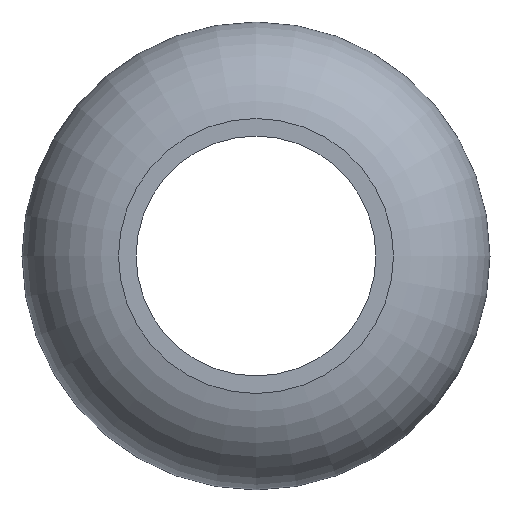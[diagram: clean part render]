
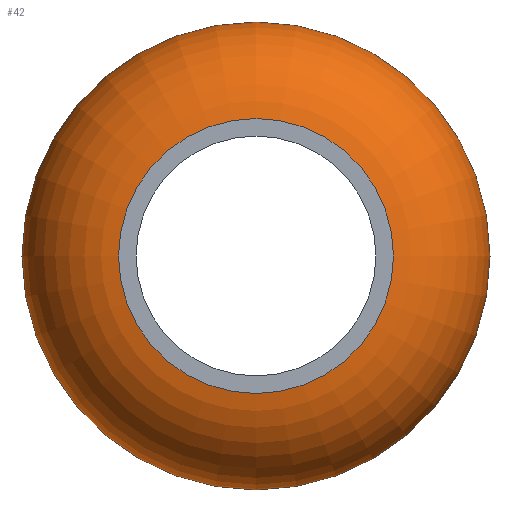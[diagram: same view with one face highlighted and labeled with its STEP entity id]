
A CAD part, left-side view. The second image highlights one B-rep face of the part: STEP entity #42.
In plain terms, the highlighted toroidal (fillet/blend) face has major radius 10.405 mm and minor radius 9.595 mm.
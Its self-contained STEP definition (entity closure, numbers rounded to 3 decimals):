
#42 = ADVANCED_FACE( '', ( #86, #87, #88 ), #89, .T. );
#86 = FACE_BOUND( '', #127, .T. );
#87 = FACE_OUTER_BOUND( '', #128, .T. );
#88 = FACE_OUTER_BOUND( '', #129, .T. );
#89 = TOROIDAL_SURFACE( '', #130, 10.405, 9.595 );
#127 = VERTEX_LOOP( '', #172 );
#128 = EDGE_LOOP( '', ( #173 ) );
#129 = EDGE_LOOP( '', ( #174 ) );
#130 = AXIS2_PLACEMENT_3D( '', #175, #176, #177 );
#172 = VERTEX_POINT( '', #203 );
#173 = ORIENTED_EDGE( '', *, *, #204, .T. );
#174 = ORIENTED_EDGE( '', *, *, #199, .F. );
#175 = CARTESIAN_POINT( '', ( 22.5, 0., 0. ) );
#176 = DIRECTION( '', ( 1., 0., 0. ) );
#177 = DIRECTION( '', ( 0., 0., -1. ) );
#199 = EDGE_CURVE( '', #222, #222, #223, .T. );
#203 = CARTESIAN_POINT( '', ( 22.5, 0., -20. ) );
#204 = EDGE_CURVE( '', #226, #226, #227, .T. );
#222 = VERTEX_POINT( '', #246 );
#223 = CIRCLE( '', #247, 11.75 );
#226 = VERTEX_POINT( '', #250 );
#227 = CIRCLE( '', #251, 11.75 );
#246 = CARTESIAN_POINT( '', ( 32., 0., -11.75 ) );
#247 = AXIS2_PLACEMENT_3D( '', #271, #272, #273 );
#250 = CARTESIAN_POINT( '', ( 13., 0., -11.75 ) );
#251 = AXIS2_PLACEMENT_3D( '', #274, #275, #276 );
#271 = CARTESIAN_POINT( '', ( 32., 0., 0. ) );
#272 = DIRECTION( '', ( 1., 0., 0. ) );
#273 = DIRECTION( '', ( 0., 0., -1. ) );
#274 = CARTESIAN_POINT( '', ( 13., 0., 0. ) );
#275 = DIRECTION( '', ( 1., 0., 0. ) );
#276 = DIRECTION( '', ( 0., 0., -1. ) );
